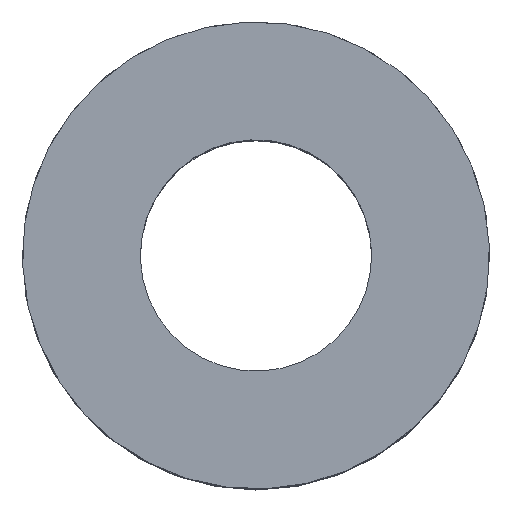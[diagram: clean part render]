
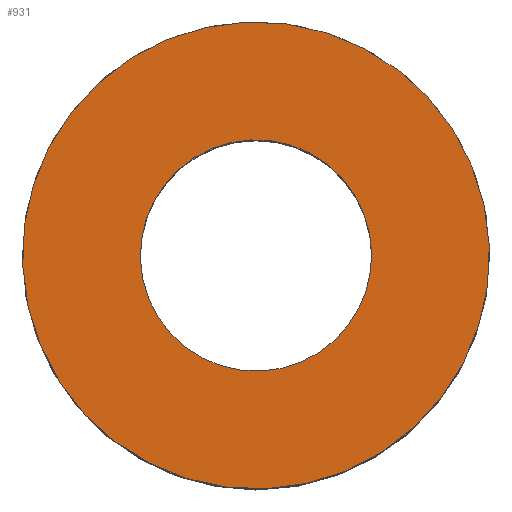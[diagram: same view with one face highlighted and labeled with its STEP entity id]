
A CAD part, top view. The second image highlights one B-rep face of the part: STEP entity #931.
In plain terms, the highlighted face is planar.
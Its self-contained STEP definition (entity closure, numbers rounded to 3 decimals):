
#8 = EDGE_LOOP ( 'NONE', ( #144, #591 ) ) ;
#23 = EDGE_CURVE ( 'NONE', #883, #515, #724, .T. ) ;
#71 = CARTESIAN_POINT ( 'NONE',  ( 0., 0., -2. ) ) ;
#115 = AXIS2_PLACEMENT_3D ( 'NONE', #117, #801, #391 ) ;
#117 = CARTESIAN_POINT ( 'NONE',  ( 0., 0., -2. ) ) ;
#125 = EDGE_CURVE ( 'NONE', #613, #742, #211, .T. ) ;
#144 = ORIENTED_EDGE ( 'NONE', *, *, #125, .F. ) ;
#146 = EDGE_CURVE ( 'NONE', #515, #883, #393, .T. ) ;
#211 = CIRCLE ( 'NONE', #438, 5.25 ) ;
#257 = DIRECTION ( 'NONE',  ( 0., 0., 1. ) ) ;
#294 = CARTESIAN_POINT ( 'NONE',  ( 0., 0., -2. ) ) ;
#303 = EDGE_LOOP ( 'NONE', ( #645, #540 ) ) ;
#391 = DIRECTION ( 'NONE',  ( 1., 0., 0. ) ) ;
#393 = CIRCLE ( 'NONE', #115, 2.6 ) ;
#416 = DIRECTION ( 'NONE',  ( 0., 0., 1. ) ) ;
#438 = AXIS2_PLACEMENT_3D ( 'NONE', #294, #468, #551 ) ;
#468 = DIRECTION ( 'NONE',  ( 0., 0., 1. ) ) ;
#515 = VERTEX_POINT ( 'NONE', #722 ) ;
#540 = ORIENTED_EDGE ( 'NONE', *, *, #146, .T. ) ;
#551 = DIRECTION ( 'NONE',  ( 1., 0., 0. ) ) ;
#591 = ORIENTED_EDGE ( 'NONE', *, *, #669, .F. ) ;
#613 = VERTEX_POINT ( 'NONE', #1044 ) ;
#645 = ORIENTED_EDGE ( 'NONE', *, *, #23, .T. ) ;
#669 = EDGE_CURVE ( 'NONE', #742, #613, #997, .T. ) ;
#679 = CARTESIAN_POINT ( 'NONE',  ( 0., 5.25, -2. ) ) ;
#684 = CARTESIAN_POINT ( 'NONE',  ( 0., 0., -2. ) ) ;
#708 = AXIS2_PLACEMENT_3D ( 'NONE', #684, #257, #935 ) ;
#722 = CARTESIAN_POINT ( 'NONE',  ( -2.6, 0., -2. ) ) ;
#724 = CIRCLE ( 'NONE', #708, 2.6 ) ;
#742 = VERTEX_POINT ( 'NONE', #743 ) ;
#743 = CARTESIAN_POINT ( 'NONE',  ( -5.25, 0., -2. ) ) ;
#754 = DIRECTION ( 'NONE',  ( 1., 0., 0. ) ) ;
#801 = DIRECTION ( 'NONE',  ( 0., 0., 1. ) ) ;
#809 = AXIS2_PLACEMENT_3D ( 'NONE', #679, #922, #754 ) ;
#830 = FACE_BOUND ( 'NONE', #303, .T. ) ;
#883 = VERTEX_POINT ( 'NONE', #1000 ) ;
#905 = DIRECTION ( 'NONE',  ( 1., 0., 0. ) ) ;
#922 = DIRECTION ( 'NONE',  ( 0., 0., 1. ) ) ;
#931 = ADVANCED_FACE ( 'NONE', ( #1047, #830 ), #1086, .F. ) ;
#935 = DIRECTION ( 'NONE',  ( 1., 0., 0. ) ) ;
#953 = AXIS2_PLACEMENT_3D ( 'NONE', #71, #416, #905 ) ;
#997 = CIRCLE ( 'NONE', #953, 5.25 ) ;
#1000 = CARTESIAN_POINT ( 'NONE',  ( 2.6, 0., -2. ) ) ;
#1044 = CARTESIAN_POINT ( 'NONE',  ( 5.25, 0., -2. ) ) ;
#1047 = FACE_OUTER_BOUND ( 'NONE', #8, .T. ) ;
#1086 = PLANE ( 'NONE',  #809 ) ;
